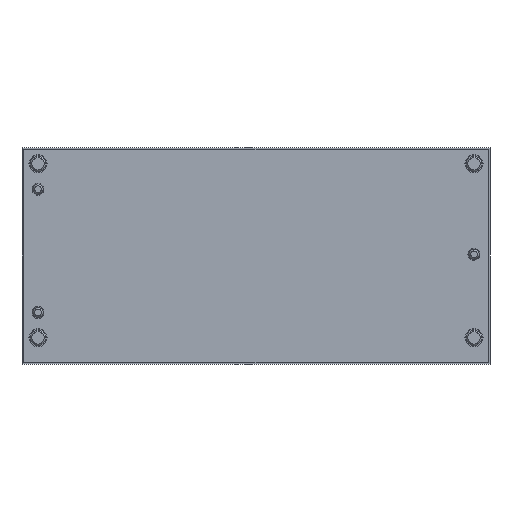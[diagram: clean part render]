
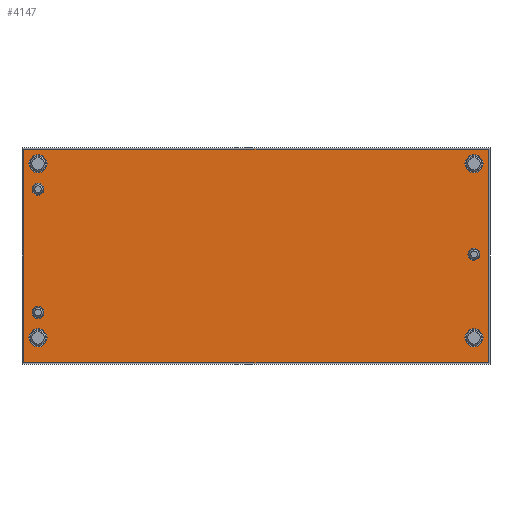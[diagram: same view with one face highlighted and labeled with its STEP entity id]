
A CAD part, front view. The second image highlights one B-rep face of the part: STEP entity #4147.
In plain terms, the highlighted planar face has unit normal (0, -1, 0).
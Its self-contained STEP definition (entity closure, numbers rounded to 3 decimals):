
#128=CIRCLE('',#4496,1.15);
#129=CIRCLE('',#4497,1.15);
#130=CIRCLE('',#4498,1.15);
#131=CIRCLE('',#4499,1.75);
#132=CIRCLE('',#4500,1.75);
#133=CIRCLE('',#4501,1.75);
#134=CIRCLE('',#4502,1.75);
#376=PLANE('',#4495);
#534=LINE('',#6547,#782);
#538=LINE('',#6556,#786);
#541=LINE('',#6562,#789);
#544=LINE('',#6568,#792);
#782=VECTOR('',#5103,1000.);
#786=VECTOR('',#5109,1000.);
#789=VECTOR('',#5114,1000.);
#792=VECTOR('',#5119,1000.);
#1106=ORIENTED_EDGE('',*,*,#2200,.F.);
#1107=ORIENTED_EDGE('',*,*,#2201,.F.);
#1108=ORIENTED_EDGE('',*,*,#2202,.F.);
#1109=ORIENTED_EDGE('',*,*,#2203,.T.);
#1110=ORIENTED_EDGE('',*,*,#2204,.T.);
#1111=ORIENTED_EDGE('',*,*,#2205,.T.);
#1112=ORIENTED_EDGE('',*,*,#2206,.T.);
#1113=ORIENTED_EDGE('',*,*,#2198,.F.);
#1114=ORIENTED_EDGE('',*,*,#2188,.F.);
#1115=ORIENTED_EDGE('',*,*,#2192,.F.);
#1116=ORIENTED_EDGE('',*,*,#2195,.F.);
#2188=EDGE_CURVE('',#2738,#2739,#534,.T.);
#2192=EDGE_CURVE('',#2742,#2738,#538,.T.);
#2195=EDGE_CURVE('',#2744,#2742,#541,.T.);
#2198=EDGE_CURVE('',#2739,#2744,#544,.T.);
#2200=EDGE_CURVE('',#2746,#2746,#128,.F.);
#2201=EDGE_CURVE('',#2747,#2747,#129,.F.);
#2202=EDGE_CURVE('',#2748,#2748,#130,.F.);
#2203=EDGE_CURVE('',#2749,#2749,#131,.T.);
#2204=EDGE_CURVE('',#2750,#2750,#132,.T.);
#2205=EDGE_CURVE('',#2751,#2751,#133,.T.);
#2206=EDGE_CURVE('',#2752,#2752,#134,.T.);
#2738=VERTEX_POINT('',#6548);
#2739=VERTEX_POINT('',#6549);
#2742=VERTEX_POINT('',#6557);
#2744=VERTEX_POINT('',#6563);
#2746=VERTEX_POINT('',#6573);
#2747=VERTEX_POINT('',#6575);
#2748=VERTEX_POINT('',#6577);
#2749=VERTEX_POINT('',#6579);
#2750=VERTEX_POINT('',#6581);
#2751=VERTEX_POINT('',#6583);
#2752=VERTEX_POINT('',#6585);
#3186=EDGE_LOOP('',(#1106));
#3187=EDGE_LOOP('',(#1107));
#3188=EDGE_LOOP('',(#1108));
#3189=EDGE_LOOP('',(#1109));
#3190=EDGE_LOOP('',(#1110));
#3191=EDGE_LOOP('',(#1111));
#3192=EDGE_LOOP('',(#1112));
#3193=EDGE_LOOP('',(#1113,#1114,#1115,#1116));
#3624=FACE_BOUND('',#3186,.T.);
#3625=FACE_BOUND('',#3187,.T.);
#3626=FACE_BOUND('',#3188,.T.);
#3627=FACE_BOUND('',#3189,.T.);
#3628=FACE_BOUND('',#3190,.T.);
#3629=FACE_BOUND('',#3191,.T.);
#3630=FACE_BOUND('',#3192,.T.);
#3631=FACE_BOUND('',#3193,.T.);
#4147=ADVANCED_FACE('',(#3624,#3625,#3626,#3627,#3628,#3629,#3630,#3631),
#376,.F.);
#4495=AXIS2_PLACEMENT_3D('',#6571,#5123,#5124);
#4496=AXIS2_PLACEMENT_3D('',#6572,#5125,#5126);
#4497=AXIS2_PLACEMENT_3D('',#6574,#5127,#5128);
#4498=AXIS2_PLACEMENT_3D('',#6576,#5129,#5130);
#4499=AXIS2_PLACEMENT_3D('',#6578,#5131,#5132);
#4500=AXIS2_PLACEMENT_3D('',#6580,#5133,#5134);
#4501=AXIS2_PLACEMENT_3D('',#6582,#5135,#5136);
#4502=AXIS2_PLACEMENT_3D('',#6584,#5137,#5138);
#5103=DIRECTION('',(-1.,0.,0.));
#5109=DIRECTION('',(0.,0.,-1.));
#5114=DIRECTION('',(1.,0.,0.));
#5119=DIRECTION('',(0.,0.,1.));
#5123=DIRECTION('',(0.,1.,0.));
#5124=DIRECTION('',(0.,0.,1.));
#5125=DIRECTION('',(0.,1.,0.));
#5126=DIRECTION('',(0.,0.,1.));
#5127=DIRECTION('',(0.,1.,0.));
#5128=DIRECTION('',(0.,0.,1.));
#5129=DIRECTION('',(0.,1.,0.));
#5130=DIRECTION('',(0.,0.,1.));
#5131=DIRECTION('',(0.,1.,0.));
#5132=DIRECTION('',(1.,0.,0.));
#5133=DIRECTION('',(0.,1.,0.));
#5134=DIRECTION('',(1.,0.,0.));
#5135=DIRECTION('',(0.,1.,0.));
#5136=DIRECTION('',(1.,0.,0.));
#5137=DIRECTION('',(0.,1.,0.));
#5138=DIRECTION('',(1.,0.,0.));
#6547=CARTESIAN_POINT('',(44.95,0.,-20.625));
#6548=CARTESIAN_POINT('',(44.95,0.,-20.625));
#6549=CARTESIAN_POINT('',(-44.95,0.,-20.625));
#6556=CARTESIAN_POINT('',(44.95,0.,20.625));
#6557=CARTESIAN_POINT('',(44.95,0.,20.625));
#6562=CARTESIAN_POINT('',(-44.95,0.,20.625));
#6563=CARTESIAN_POINT('',(-44.95,0.,20.625));
#6568=CARTESIAN_POINT('',(-44.95,0.,-20.625));
#6571=CARTESIAN_POINT('',(45.25,0.,20.908));
#6572=CARTESIAN_POINT('',(-42.158,0.,12.925));
#6573=CARTESIAN_POINT('',(-42.158,0.,14.075));
#6574=CARTESIAN_POINT('',(-42.158,0.,-10.925));
#6575=CARTESIAN_POINT('',(-42.158,0.,-9.775));
#6576=CARTESIAN_POINT('',(42.14,0.,0.325));
#6577=CARTESIAN_POINT('',(42.14,0.,1.475));
#6578=CARTESIAN_POINT('',(42.15,0.,-15.825));
#6579=CARTESIAN_POINT('',(43.9,0.,-15.825));
#6580=CARTESIAN_POINT('',(-42.15,0.,-15.825));
#6581=CARTESIAN_POINT('',(-40.4,0.,-15.825));
#6582=CARTESIAN_POINT('',(-42.15,0.,17.825));
#6583=CARTESIAN_POINT('',(-40.4,0.,17.825));
#6584=CARTESIAN_POINT('',(42.15,0.,17.825));
#6585=CARTESIAN_POINT('',(43.9,0.,17.825));
